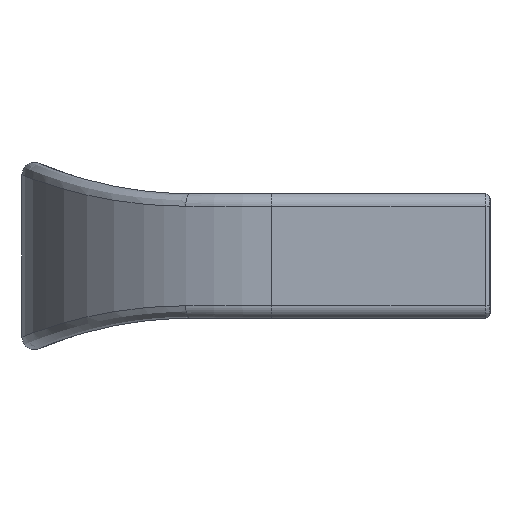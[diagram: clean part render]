
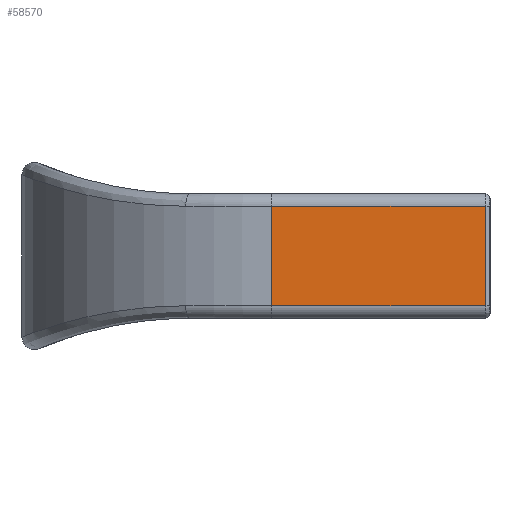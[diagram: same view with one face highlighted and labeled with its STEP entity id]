
A CAD part, left-side view. The second image highlights one B-rep face of the part: STEP entity #58570.
In plain terms, the highlighted planar face has unit normal (-1, 0, 0).
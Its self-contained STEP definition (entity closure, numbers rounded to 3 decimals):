
#56060=CARTESIAN_POINT('',(4.,14.,-0.805));
#56070=VERTEX_POINT('',#56060);
#58200=CARTESIAN_POINT('',(4.,0.,0.));
#58210=DIRECTION('',(1.,0.,0.));
#58220=DIRECTION('',(0.,-1.,0.));
#58230=AXIS2_PLACEMENT_3D('',#58200,#58210,#58220);
#58240=PLANE('',#58230);
#58250=CARTESIAN_POINT('',(4.,0.3,0.));
#58260=DIRECTION('',(0.,0.,-1.));
#58270=VECTOR('',#58260,1.);
#58280=LINE('',#58250,#58270);
#58290=CARTESIAN_POINT('',(4.,0.3,
-0.805));
#58300=VERTEX_POINT('',#58290);
#58310=CARTESIAN_POINT('',(4.,0.3,-7.195));
#58320=VERTEX_POINT('',#58310);
#58330=EDGE_CURVE('',#58300,#58320,#58280,.T.);
#58340=ORIENTED_EDGE('',*,*,#58330,.F.);
#58350=CARTESIAN_POINT('',(4.,0.,-7.195));
#58360=DIRECTION('',(0.,1.,0.));
#58370=VECTOR('',#58360,1.);
#58380=LINE('',#58350,#58370);
#58390=CARTESIAN_POINT('',(4.,14.,-7.195));
#58400=VERTEX_POINT('',#58390);
#58410=EDGE_CURVE('',#58320,#58400,#58380,.T.);
#58420=ORIENTED_EDGE('',*,*,#58410,.F.);
#58430=CARTESIAN_POINT('',(4.,14.,0.));
#58440=DIRECTION('',(0.,0.,1.));
#58450=VECTOR('',#58440,1.);
#58460=LINE('',#58430,#58450);
#58470=EDGE_CURVE('',#58400,#56070,#58460,.T.);
#58480=ORIENTED_EDGE('',*,*,#58470,.F.);
#58490=CARTESIAN_POINT('',(4.,0.,-0.805));
#58500=DIRECTION('',(0.,1.,0.));
#58510=VECTOR('',#58500,1.);
#58520=LINE('',#58490,#58510);
#58530=EDGE_CURVE('',#58300,#56070,#58520,.T.);
#58540=ORIENTED_EDGE('',*,*,#58530,.T.);
#58550=EDGE_LOOP('',(#58540,#58480,#58420,#58340));
#58560=FACE_OUTER_BOUND('',#58550,.T.);
#58570=ADVANCED_FACE('',(#58560),#58240,.F.);
